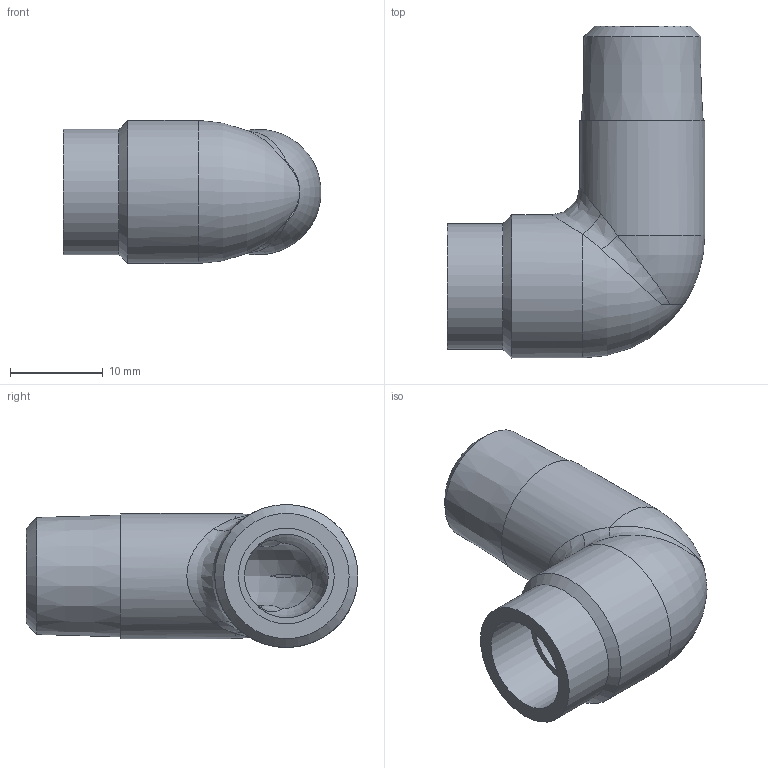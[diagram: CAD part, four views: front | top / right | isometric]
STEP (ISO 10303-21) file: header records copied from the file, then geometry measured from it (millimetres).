
FILE_DESCRIPTION(/* description */ ('Unknown'),/* implementation_level */ '2;1');
FILE_NAME(/* name */ 'DN8',/* time_stamp */ '2024-03-21T17:12:20+08:00',/* author */ ('Unknown'),/* organization */ ('Unknown'),/* preprocessor_version */ 'ST-DEVELOPER v16.7',/* originating_system */ 'DEX',/* authorisation */ $);
FILE_SCHEMA (('AUTOMOTIVE_DESIGN {1 0 10303 214 3 1 1}'));
Length unit declared in the file: millimetre
Products named in the file (2): R-304-S DN8
Assembly tree (1 placements, depth 2):
  R-304-S DN8
    R-304-S DN8
Bounding box: 27.74 x 35.7 x 15.4 mm (x, y, z)
Volume: 4565.8 mm3; surface area: 3350 mm2
Topology: 1 solids, 1 shells, 40 faces, 100 edges, 63 vertices
Faces by surface type: bspline 14, torus 9, plane 8, cylinder 6, cone 3
Full cylindrical faces by diameter (mm): 7.1 x1, 9 x1, 10.3 x1, 13.5 x2, 15.4 x1
Entity records: 2167 total; most frequent: CARTESIAN_POINT 1335, ORIENTED_EDGE 174, DIRECTION 126, EDGE_CURVE 87, AXIS2_PLACEMENT_3D 63, VERTEX_POINT 60, EDGE_LOOP 53, FACE_BOUND 53
